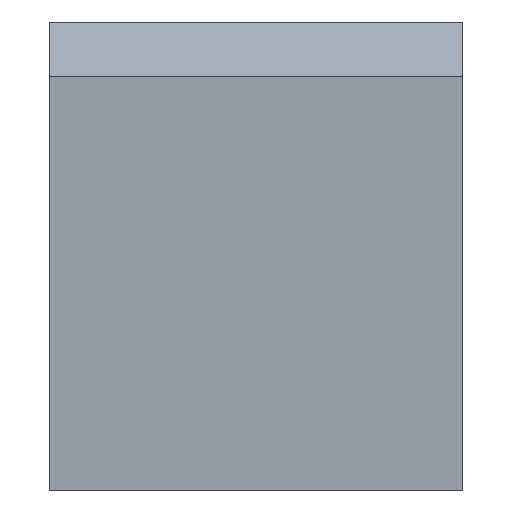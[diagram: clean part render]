
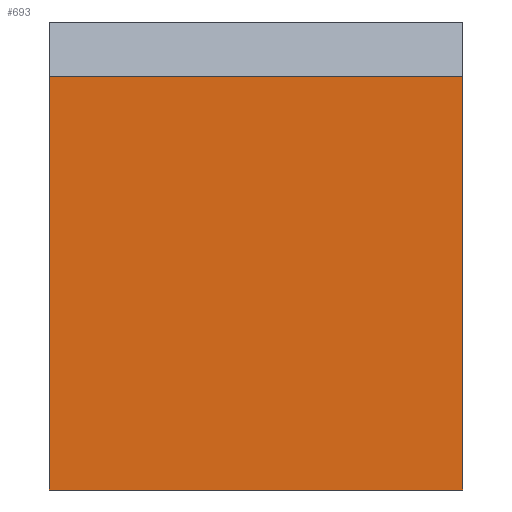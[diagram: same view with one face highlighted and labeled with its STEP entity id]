
A CAD part, front view. The second image highlights one B-rep face of the part: STEP entity #693.
In plain terms, the highlighted planar face has unit normal (0, -1, 0).
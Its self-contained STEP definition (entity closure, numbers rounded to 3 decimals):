
#522=CARTESIAN_POINT('',(1.331,-124.977,0.0));
#523=VERTEX_POINT('',#522);
#530=CARTESIAN_POINT('',(1.331,-124.977,-20.0));
#531=VERTEX_POINT('',#530);
#532=CARTESIAN_POINT('',(1.331,-124.977,-12.6));
#533=DIRECTION('',(0.0,0.0,-1.0));
#534=VECTOR('',#533,1.0);
#535=LINE('',#532,#534);
#536=EDGE_CURVE('n� 1348',#523,#531,#535,.T.);
#647=CARTESIAN_POINT('',(-18.669,-124.977,-20.0));
#648=VERTEX_POINT('',#647);
#649=CARTESIAN_POINT('',(-11.269,-124.977,-20.0));
#650=DIRECTION('',(1.0,0.0,0.0));
#651=VECTOR('',#650,1.0);
#652=LINE('',#649,#651);
#653=EDGE_CURVE('n� 1448',#648,#531,#652,.T.);
#670=ORIENTED_EDGE('',*,*,#536,.F.);
#671=CARTESIAN_POINT('',(-18.669,-124.977,0.0));
#672=VERTEX_POINT('',#671);
#673=CARTESIAN_POINT('',(-11.269,-124.977,0.0));
#674=DIRECTION('',(1.0,0.0,0.0));
#675=VECTOR('',#674,1.0);
#676=LINE('',#673,#675);
#677=EDGE_CURVE('n� 1465',#672,#523,#676,.T.);
#678=ORIENTED_EDGE('',*,*,#677,.F.);
#679=CARTESIAN_POINT('',(-18.669,-124.977,-12.6));
#680=DIRECTION('',(0.0,0.0,-1.0));
#681=VECTOR('',#680,1.0);
#682=LINE('',#679,#681);
#683=EDGE_CURVE('n� 1469',#672,#648,#682,.T.);
#684=ORIENTED_EDGE('',*,*,#683,.T.);
#685=ORIENTED_EDGE('',*,*,#653,.T.);
#686=EDGE_LOOP('',(#670,#678,#684,#685));
#687=FACE_OUTER_BOUND('',#686,.T.);
#688=CARTESIAN_POINT('',(-11.269,-124.977,-12.6));
#689=DIRECTION('',(-0.0,1.0,0.0));
#690=DIRECTION('',(1.0,0.0,0.0));
#691=AXIS2_PLACEMENT_3D('',#688,#689,#690);
#692=PLANE('',#691);
#693=ADVANCED_FACE('n� 1456',(#687),#692,.F.);
